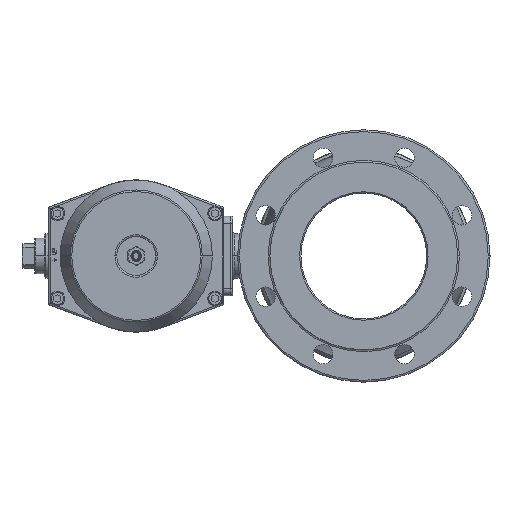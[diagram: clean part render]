
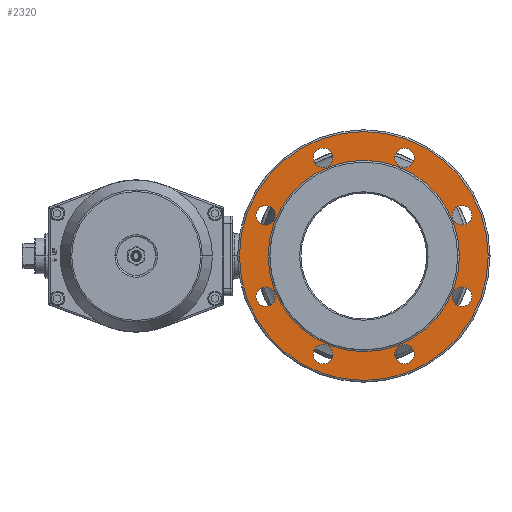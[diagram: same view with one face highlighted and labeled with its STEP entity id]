
A CAD part, left-side view. The second image highlights one B-rep face of the part: STEP entity #2320.
In plain terms, the highlighted planar face has unit normal (-1, 0, 0).
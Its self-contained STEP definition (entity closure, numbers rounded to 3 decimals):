
#2320=ADVANCED_FACE('',(#5434,#5435,#5436,#5437,#5438,#5439,#5440,#5441,#5442,#5443),#5444,.T.);
#5434=FACE_OUTER_BOUND('',#11660,.T.);
#5435=FACE_BOUND('',#11661,.T.);
#5436=FACE_BOUND('',#11662,.T.);
#5437=FACE_BOUND('',#11663,.T.);
#5438=FACE_BOUND('',#11664,.T.);
#5439=FACE_BOUND('',#11665,.T.);
#5440=FACE_BOUND('',#11666,.T.);
#5441=FACE_BOUND('',#11667,.T.);
#5442=FACE_BOUND('',#11668,.T.);
#5443=FACE_BOUND('',#11669,.T.);
#5444=PLANE('',#11670);
#11660=EDGE_LOOP('',(#18083,#18084,#18085));
#11661=EDGE_LOOP('',(#18086,#18087));
#11662=EDGE_LOOP('',(#18088,#18089));
#11663=EDGE_LOOP('',(#18090,#18091));
#11664=EDGE_LOOP('',(#18092,#18093));
#11665=EDGE_LOOP('',(#18094,#18095));
#11666=EDGE_LOOP('',(#18096,#18097));
#11667=EDGE_LOOP('',(#18098,#18099));
#11668=EDGE_LOOP('',(#18100,#18101));
#11669=EDGE_LOOP('',(#18102,#18103,#18104));
#11670=AXIS2_PLACEMENT_3D('',#18105,#18106,#18107);
#18083=ORIENTED_EDGE('',*,*,#25442,.F.);
#18084=ORIENTED_EDGE('',*,*,#25441,.F.);
#18085=ORIENTED_EDGE('',*,*,#26904,.F.);
#18086=ORIENTED_EDGE('',*,*,#26333,.T.);
#18087=ORIENTED_EDGE('',*,*,#25570,.T.);
#18088=ORIENTED_EDGE('',*,*,#26335,.T.);
#18089=ORIENTED_EDGE('',*,*,#25565,.T.);
#18090=ORIENTED_EDGE('',*,*,#26337,.T.);
#18091=ORIENTED_EDGE('',*,*,#25560,.T.);
#18092=ORIENTED_EDGE('',*,*,#26339,.T.);
#18093=ORIENTED_EDGE('',*,*,#25555,.T.);
#18094=ORIENTED_EDGE('',*,*,#26341,.T.);
#18095=ORIENTED_EDGE('',*,*,#25550,.T.);
#18096=ORIENTED_EDGE('',*,*,#26343,.T.);
#18097=ORIENTED_EDGE('',*,*,#25545,.T.);
#18098=ORIENTED_EDGE('',*,*,#26345,.T.);
#18099=ORIENTED_EDGE('',*,*,#25540,.T.);
#18100=ORIENTED_EDGE('',*,*,#26347,.T.);
#18101=ORIENTED_EDGE('',*,*,#25535,.T.);
#18102=ORIENTED_EDGE('',*,*,#25450,.T.);
#18103=ORIENTED_EDGE('',*,*,#26902,.T.);
#18104=ORIENTED_EDGE('',*,*,#25451,.T.);
#18105=CARTESIAN_POINT('',(-97.,0.,124.25));
#18106=DIRECTION('',(-1.0,0.0,0.0));
#18107=DIRECTION('',(0.0,-1.0,0.));
#25441=EDGE_CURVE('',#29837,#29840,#29841,.T.);
#25442=EDGE_CURVE('',#29840,#29842,#29843,.T.);
#25450=EDGE_CURVE('',#29856,#29854,#29857,.T.);
#25451=EDGE_CURVE('',#29848,#29856,#29858,.T.);
#25535=EDGE_CURVE('',#30000,#30004,#30006,.T.);
#25540=EDGE_CURVE('',#30009,#30013,#30015,.T.);
#25545=EDGE_CURVE('',#30018,#30022,#30024,.T.);
#25550=EDGE_CURVE('',#30027,#30031,#30033,.T.);
#25555=EDGE_CURVE('',#30036,#30040,#30042,.T.);
#25560=EDGE_CURVE('',#30045,#30049,#30051,.T.);
#25565=EDGE_CURVE('',#30054,#30058,#30060,.T.);
#25570=EDGE_CURVE('',#30063,#30067,#30069,.T.);
#26333=EDGE_CURVE('',#30067,#30063,#31220,.T.);
#26335=EDGE_CURVE('',#30058,#30054,#31222,.T.);
#26337=EDGE_CURVE('',#30049,#30045,#31224,.T.);
#26339=EDGE_CURVE('',#30040,#30036,#31226,.T.);
#26341=EDGE_CURVE('',#30031,#30027,#31228,.T.);
#26343=EDGE_CURVE('',#30022,#30018,#31230,.T.);
#26345=EDGE_CURVE('',#30013,#30009,#31232,.T.);
#26347=EDGE_CURVE('',#30004,#30000,#31234,.T.);
#26902=EDGE_CURVE('',#29854,#29848,#31978,.T.);
#26904=EDGE_CURVE('',#29842,#29837,#31980,.T.);
#29837=VERTEX_POINT('',#36162);
#29840=VERTEX_POINT('',#36165);
#29841=CIRCLE('',#36166,140.5);
#29842=VERTEX_POINT('',#36167);
#29843=CIRCLE('',#36168,140.5);
#29848=VERTEX_POINT('',#36173);
#29854=VERTEX_POINT('',#36179);
#29856=VERTEX_POINT('',#36181);
#29857=CIRCLE('',#36182,108.0);
#29858=CIRCLE('',#36183,108.0);
#30000=VERTEX_POINT('',#36481);
#30004=VERTEX_POINT('',#36486);
#30006=CIRCLE('',#36489,11.0);
#30009=VERTEX_POINT('',#36492);
#30013=VERTEX_POINT('',#36497);
#30015=CIRCLE('',#36500,11.0);
#30018=VERTEX_POINT('',#36503);
#30022=VERTEX_POINT('',#36508);
#30024=CIRCLE('',#36511,11.0);
#30027=VERTEX_POINT('',#36514);
#30031=VERTEX_POINT('',#36519);
#30033=CIRCLE('',#36522,11.0);
#30036=VERTEX_POINT('',#36525);
#30040=VERTEX_POINT('',#36530);
#30042=CIRCLE('',#36533,11.0);
#30045=VERTEX_POINT('',#36536);
#30049=VERTEX_POINT('',#36541);
#30051=CIRCLE('',#36544,11.0);
#30054=VERTEX_POINT('',#36547);
#30058=VERTEX_POINT('',#36552);
#30060=CIRCLE('',#36555,11.0);
#30063=VERTEX_POINT('',#36558);
#30067=VERTEX_POINT('',#36563);
#30069=CIRCLE('',#36566,11.0);
#31220=CIRCLE('',#38723,11.0);
#31222=CIRCLE('',#38725,11.0);
#31224=CIRCLE('',#38727,11.0);
#31226=CIRCLE('',#38729,11.0);
#31228=CIRCLE('',#38731,11.0);
#31230=CIRCLE('',#38733,11.0);
#31232=CIRCLE('',#38735,11.0);
#31234=CIRCLE('',#38737,11.0);
#31978=CIRCLE('',#40749,108.0);
#31980=CIRCLE('',#40751,140.5);
#36162=CARTESIAN_POINT('',(-97.,140.5,0.));
#36165=CARTESIAN_POINT('',(-97.,0.,140.5));
#36166=AXIS2_PLACEMENT_3D('',#46968,#46969,#46970);
#36167=CARTESIAN_POINT('',(-97.,-140.5,0.));
#36168=AXIS2_PLACEMENT_3D('',#46971,#46972,#46973);
#36173=CARTESIAN_POINT('',(-97.,108.0,0.));
#36179=CARTESIAN_POINT('',(-97.,-108.0,0.));
#36181=CARTESIAN_POINT('',(-97.,0.,108.0));
#36182=AXIS2_PLACEMENT_3D('',#46992,#46993,#46994);
#36183=AXIS2_PLACEMENT_3D('',#46995,#46996,#46997);
#36481=CARTESIAN_POINT('',(-97.,121.866,45.922));
#36486=CARTESIAN_POINT('',(-97.,99.866,45.922));
#36489=AXIS2_PLACEMENT_3D('',#47135,#47136,#47137);
#36492=CARTESIAN_POINT('',(-97.,56.922,-110.866));
#36497=CARTESIAN_POINT('',(-97.,34.922,-110.866));
#36500=AXIS2_PLACEMENT_3D('',#47143,#47144,#47145);
#36503=CARTESIAN_POINT('',(-97.,-99.866,-45.922));
#36508=CARTESIAN_POINT('',(-97.,-121.866,-45.922));
#36511=AXIS2_PLACEMENT_3D('',#47151,#47152,#47153);
#36514=CARTESIAN_POINT('',(-97.,-34.922,110.866));
#36519=CARTESIAN_POINT('',(-97.,-56.922,110.866));
#36522=AXIS2_PLACEMENT_3D('',#47159,#47160,#47161);
#36525=CARTESIAN_POINT('',(-97.,56.922,110.866));
#36530=CARTESIAN_POINT('',(-97.,34.922,110.866));
#36533=AXIS2_PLACEMENT_3D('',#47167,#47168,#47169);
#36536=CARTESIAN_POINT('',(-97.,-99.866,45.922));
#36541=CARTESIAN_POINT('',(-97.,-121.866,45.922));
#36544=AXIS2_PLACEMENT_3D('',#47175,#47176,#47177);
#36547=CARTESIAN_POINT('',(-97.,-34.922,-110.866));
#36552=CARTESIAN_POINT('',(-97.,-56.922,-110.866));
#36555=AXIS2_PLACEMENT_3D('',#47183,#47184,#47185);
#36558=CARTESIAN_POINT('',(-97.,121.866,-45.922));
#36563=CARTESIAN_POINT('',(-97.,99.866,-45.922));
#36566=AXIS2_PLACEMENT_3D('',#47191,#47192,#47193);
#38723=AXIS2_PLACEMENT_3D('',#48404,#48405,#48406);
#38725=AXIS2_PLACEMENT_3D('',#48407,#48408,#48409);
#38727=AXIS2_PLACEMENT_3D('',#48410,#48411,#48412);
#38729=AXIS2_PLACEMENT_3D('',#48413,#48414,#48415);
#38731=AXIS2_PLACEMENT_3D('',#48416,#48417,#48418);
#38733=AXIS2_PLACEMENT_3D('',#48419,#48420,#48421);
#38735=AXIS2_PLACEMENT_3D('',#48422,#48423,#48424);
#38737=AXIS2_PLACEMENT_3D('',#48425,#48426,#48427);
#40749=AXIS2_PLACEMENT_3D('',#48853,#48854,#48855);
#40751=AXIS2_PLACEMENT_3D('',#48856,#48857,#48858);
#46968=CARTESIAN_POINT('',(-97.,0.,0.));
#46969=DIRECTION('',(1.0,0.0,-0.0));
#46970=DIRECTION('',(0.0,0.,1.0));
#46971=CARTESIAN_POINT('',(-97.,0.,0.));
#46972=DIRECTION('',(1.0,0.0,-0.0));
#46973=DIRECTION('',(0.0,0.,1.0));
#46992=CARTESIAN_POINT('',(-97.,0.,0.));
#46993=DIRECTION('',(1.0,0.0,-0.0));
#46994=DIRECTION('',(0.0,0.,1.0));
#46995=CARTESIAN_POINT('',(-97.,0.,0.));
#46996=DIRECTION('',(1.0,0.0,-0.0));
#46997=DIRECTION('',(0.0,0.,1.0));
#47135=CARTESIAN_POINT('',(-97.,110.866,45.922));
#47136=DIRECTION('',(1.0,0.0,0.0));
#47137=DIRECTION('',(0.0,1.0,0.));
#47143=CARTESIAN_POINT('',(-97.,45.922,-110.866));
#47144=DIRECTION('',(1.0,0.0,0.0));
#47145=DIRECTION('',(0.0,1.0,0.));
#47151=CARTESIAN_POINT('',(-97.,-110.866,-45.922));
#47152=DIRECTION('',(1.0,0.0,0.0));
#47153=DIRECTION('',(0.0,1.0,0.));
#47159=CARTESIAN_POINT('',(-97.,-45.922,110.866));
#47160=DIRECTION('',(1.0,0.0,0.0));
#47161=DIRECTION('',(0.0,1.0,0.));
#47167=CARTESIAN_POINT('',(-97.,45.922,110.866));
#47168=DIRECTION('',(1.0,0.0,0.0));
#47169=DIRECTION('',(0.0,1.0,0.));
#47175=CARTESIAN_POINT('',(-97.,-110.866,45.922));
#47176=DIRECTION('',(1.0,0.0,0.0));
#47177=DIRECTION('',(0.0,1.0,0.));
#47183=CARTESIAN_POINT('',(-97.,-45.922,-110.866));
#47184=DIRECTION('',(1.0,0.0,0.0));
#47185=DIRECTION('',(0.0,1.0,0.));
#47191=CARTESIAN_POINT('',(-97.,110.866,-45.922));
#47192=DIRECTION('',(1.0,0.0,0.0));
#47193=DIRECTION('',(0.0,1.0,0.));
#48404=CARTESIAN_POINT('',(-97.,110.866,-45.922));
#48405=DIRECTION('',(1.0,0.0,0.0));
#48406=DIRECTION('',(0.0,1.0,0.));
#48407=CARTESIAN_POINT('',(-97.,-45.922,-110.866));
#48408=DIRECTION('',(1.0,0.0,0.0));
#48409=DIRECTION('',(0.0,1.0,0.));
#48410=CARTESIAN_POINT('',(-97.,-110.866,45.922));
#48411=DIRECTION('',(1.0,0.0,0.0));
#48412=DIRECTION('',(0.0,1.0,0.));
#48413=CARTESIAN_POINT('',(-97.,45.922,110.866));
#48414=DIRECTION('',(1.0,0.0,0.0));
#48415=DIRECTION('',(0.0,1.0,0.));
#48416=CARTESIAN_POINT('',(-97.,-45.922,110.866));
#48417=DIRECTION('',(1.0,0.0,0.0));
#48418=DIRECTION('',(0.0,1.0,0.));
#48419=CARTESIAN_POINT('',(-97.,-110.866,-45.922));
#48420=DIRECTION('',(1.0,0.0,0.0));
#48421=DIRECTION('',(0.0,1.0,0.));
#48422=CARTESIAN_POINT('',(-97.,45.922,-110.866));
#48423=DIRECTION('',(1.0,0.0,0.0));
#48424=DIRECTION('',(0.0,1.0,0.));
#48425=CARTESIAN_POINT('',(-97.,110.866,45.922));
#48426=DIRECTION('',(1.0,0.0,0.0));
#48427=DIRECTION('',(0.0,1.0,0.));
#48853=CARTESIAN_POINT('',(-97.,0.,0.));
#48854=DIRECTION('',(1.0,0.0,-0.0));
#48855=DIRECTION('',(0.0,0.,1.0));
#48856=CARTESIAN_POINT('',(-97.,0.,0.));
#48857=DIRECTION('',(1.0,0.0,-0.0));
#48858=DIRECTION('',(0.0,0.,1.0));
